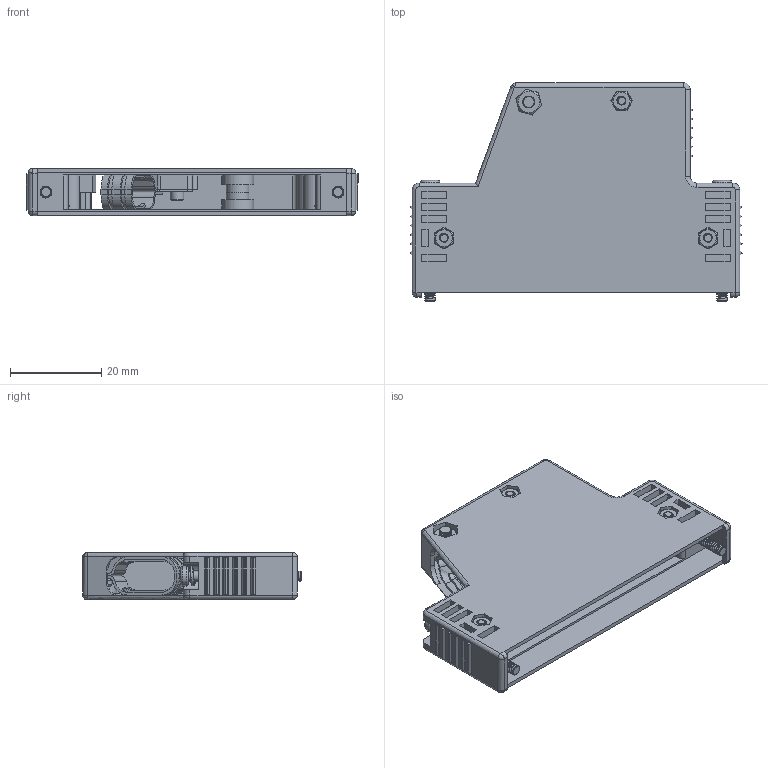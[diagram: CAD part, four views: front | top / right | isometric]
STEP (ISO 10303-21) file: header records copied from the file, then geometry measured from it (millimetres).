
FILE_DESCRIPTION( ('This file contains a STEP AP42 implementation' ,'as created by ZW3D STEP Interface translator.') ,'2;1' );
FILE_NAME( '6342-40FH00JBW01.stp' ,'231019.1125 9', (''), ('ZWCAD Software Co.'), 'Version 1.0', 'ZW3D to STEP translator', '' );
FILE_SCHEMA(('AUTOMOTIVE_DESIGN { 1 0 10303 214 1 1 1 1 }'));
Length unit declared in the file: millimetre
Products named in the file (2): 0; 6342-40FHSXJBWA01W
Bounding box: 72.72 x 47.9 x 10.35 mm (x, y, z)
Volume: 10219 mm3; surface area: 16093.5 mm2
Topology: 3 solids, 19 shells, 994 faces, 2535 edges, 1637 vertices
Faces by surface type: plane 507, cylinder 279, bspline 181, cone 18, sphere 9
Full cylindrical faces by diameter (mm): 1.2 x4, 1.6 x5, 1.8 x2, 1.9 x47, 2.1 x2, 2.15 x3, 2.24 x54, 2.6 x6, 2.75 x1, 2.9 x1, 3 x1, 3.6 x3, 4.1 x3, 4.3 x1, 4.35 x2, 4.8 x2, 4.95 x3
Entity records: 44437 total; most frequent: CARTESIAN_POINT 20938, ORIENTED_EDGE 5068, DIRECTION 4162, EDGE_CURVE 2531, VERTEX_POINT 1637, VECTOR 1522, LINE 1522, AXIS2_PLACEMENT_3D 1320
